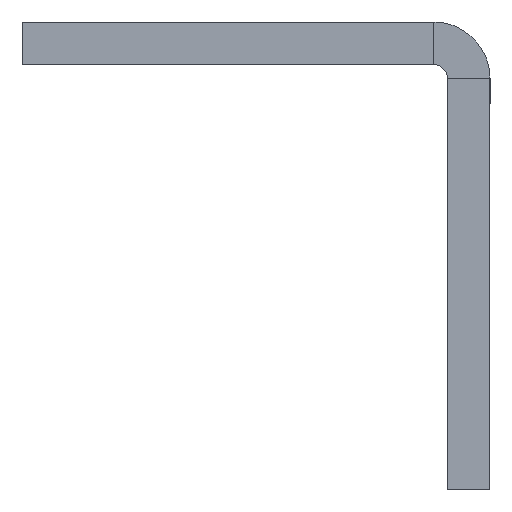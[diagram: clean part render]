
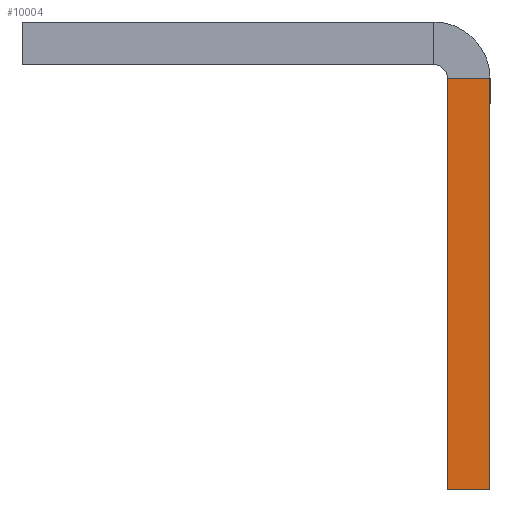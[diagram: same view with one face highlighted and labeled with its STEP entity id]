
A CAD part, left-side view. The second image highlights one B-rep face of the part: STEP entity #10004.
In plain terms, the highlighted planar face has unit normal (-1, 0, 0).
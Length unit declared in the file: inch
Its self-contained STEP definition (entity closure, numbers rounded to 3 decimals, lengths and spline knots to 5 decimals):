
#36 = DIRECTION ( 'NONE',  ( 0., 0., -1. ) ) ;
#904 = PLANE ( 'NONE',  #13417 ) ;
#1047 = LINE ( 'NONE', #1123, #8261 ) ;
#1123 = CARTESIAN_POINT ( 'NONE',  ( -23.5, 0.09, 0.38 ) ) ;
#1697 = DIRECTION ( 'NONE',  ( 0., -1., 0. ) ) ;
#2090 = ORIENTED_EDGE ( 'NONE', *, *, #9380, .T. ) ;
#2247 = VECTOR ( 'NONE', #10641, 39.37008 ) ;
#2324 = EDGE_LOOP ( 'NONE', ( #10847, #7633, #2090, #8280 ) ) ;
#3205 = CARTESIAN_POINT ( 'NONE',  ( -23.5, 0., -0.5 ) ) ;
#4066 = VERTEX_POINT ( 'NONE', #11417 ) ;
#5083 = EDGE_CURVE ( 'NONE', #12569, #4066, #1047, .T. ) ;
#5402 = CARTESIAN_POINT ( 'NONE',  ( -23.5, 0.09, 0.5 ) ) ;
#5485 = DIRECTION ( 'NONE',  ( 0., -1., 0. ) ) ;
#5603 = CARTESIAN_POINT ( 'NONE',  ( -23.5, 0.09, -0.5 ) ) ;
#5847 = VECTOR ( 'NONE', #1697, 39.37008 ) ;
#6626 = DIRECTION ( 'NONE',  ( 1., 0., 0. ) ) ;
#7009 = CARTESIAN_POINT ( 'NONE',  ( -23.5, 0.09, 0.38 ) ) ;
#7354 = CARTESIAN_POINT ( 'NONE',  ( -23.5, 0.09, -0.5 ) ) ;
#7633 = ORIENTED_EDGE ( 'NONE', *, *, #11377, .F. ) ;
#8203 = DIRECTION ( 'NONE',  ( 0., 0., 1. ) ) ;
#8261 = VECTOR ( 'NONE', #5485, 39.37008 ) ;
#8280 = ORIENTED_EDGE ( 'NONE', *, *, #11229, .T. ) ;
#8627 = FACE_OUTER_BOUND ( 'NONE', #2324, .T. ) ;
#9380 = EDGE_CURVE ( 'NONE', #10651, #9549, #13881, .T. ) ;
#9549 = VERTEX_POINT ( 'NONE', #3205 ) ;
#10004 = ADVANCED_FACE ( 'NONE', ( #8627 ), #904, .F. ) ;
#10492 = LINE ( 'NONE', #13720, #12767 ) ;
#10641 = DIRECTION ( 'NONE',  ( 0., 0., 1. ) ) ;
#10651 = VERTEX_POINT ( 'NONE', #5603 ) ;
#10847 = ORIENTED_EDGE ( 'NONE', *, *, #5083, .F. ) ;
#11229 = EDGE_CURVE ( 'NONE', #9549, #4066, #10492, .T. ) ;
#11377 = EDGE_CURVE ( 'NONE', #10651, #12569, #12001, .T. ) ;
#11417 = CARTESIAN_POINT ( 'NONE',  ( -23.5, 0., 0.38 ) ) ;
#11715 = CARTESIAN_POINT ( 'NONE',  ( -23.5, 0.09, 0.5 ) ) ;
#12001 = LINE ( 'NONE', #11715, #2247 ) ;
#12569 = VERTEX_POINT ( 'NONE', #7009 ) ;
#12767 = VECTOR ( 'NONE', #8203, 39.37008 ) ;
#13417 = AXIS2_PLACEMENT_3D ( 'NONE', #5402, #6626, #36 ) ;
#13720 = CARTESIAN_POINT ( 'NONE',  ( -23.5, 0., 0.5 ) ) ;
#13881 = LINE ( 'NONE', #7354, #5847 ) ;
